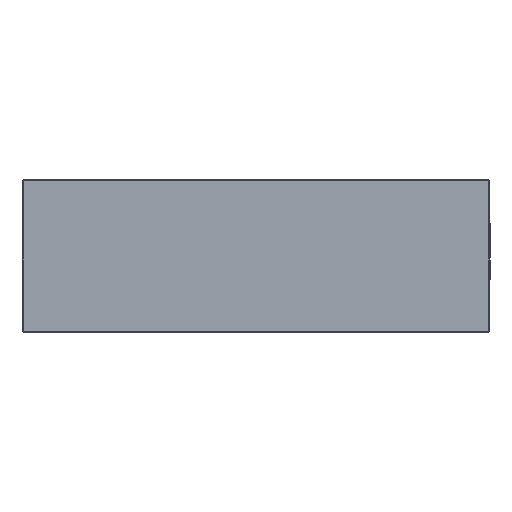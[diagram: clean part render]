
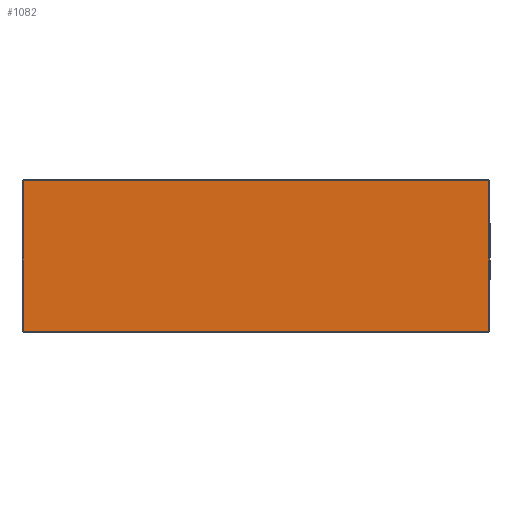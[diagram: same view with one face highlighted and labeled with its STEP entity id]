
A CAD part, top view. The second image highlights one B-rep face of the part: STEP entity #1082.
In plain terms, the highlighted planar face has unit normal (0, 0, 1).
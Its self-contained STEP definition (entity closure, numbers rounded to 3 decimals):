
#13 = CARTESIAN_POINT ( 'NONE',  ( 450.5, 145.5, 0. ) ) ;
#31 = CARTESIAN_POINT ( 'NONE',  ( -450.5, -145.5, 0. ) ) ;
#44 = CARTESIAN_POINT ( 'NONE',  ( 0., 0., 0. ) ) ;
#117 = EDGE_LOOP ( 'NONE', ( #311, #1431, #1396, #1110 ) ) ;
#297 = DIRECTION ( 'NONE',  ( 1., 0., 0. ) ) ;
#311 = ORIENTED_EDGE ( 'NONE', *, *, #817, .T. ) ;
#377 = DIRECTION ( 'NONE',  ( 0., -1., 0. ) ) ;
#468 = LINE ( 'NONE', #517, #1267 ) ;
#510 = VERTEX_POINT ( 'NONE', #835 ) ;
#517 = CARTESIAN_POINT ( 'NONE',  ( 450.5, -145.5, 0. ) ) ;
#534 = PLANE ( 'NONE',  #1159 ) ;
#535 = EDGE_CURVE ( 'NONE', #510, #2094, #468, .T. ) ;
#589 = EDGE_CURVE ( 'NONE', #646, #510, #1770, .T. ) ;
#646 = VERTEX_POINT ( 'NONE', #1484 ) ;
#769 = VECTOR ( 'NONE', #297, 1000. ) ;
#793 = VECTOR ( 'NONE', #377, 1000. ) ;
#817 = EDGE_CURVE ( 'NONE', #1383, #646, #1741, .T. ) ;
#835 = CARTESIAN_POINT ( 'NONE',  ( 450.5, -145.5, 0. ) ) ;
#979 = DIRECTION ( 'NONE',  ( 0., 1., 0. ) ) ;
#1082 = ADVANCED_FACE ( 'NONE', ( #2150 ), #534, .T. ) ;
#1110 = ORIENTED_EDGE ( 'NONE', *, *, #1269, .T. ) ;
#1159 = AXIS2_PLACEMENT_3D ( 'NONE', #44, #2111, #1496 ) ;
#1164 = VECTOR ( 'NONE', #1856, 1000. ) ;
#1267 = VECTOR ( 'NONE', #979, 1000. ) ;
#1269 = EDGE_CURVE ( 'NONE', #2094, #1383, #1618, .T. ) ;
#1383 = VERTEX_POINT ( 'NONE', #1574 ) ;
#1396 = ORIENTED_EDGE ( 'NONE', *, *, #535, .T. ) ;
#1431 = ORIENTED_EDGE ( 'NONE', *, *, #589, .T. ) ;
#1484 = CARTESIAN_POINT ( 'NONE',  ( -450.5, -145.5, 0. ) ) ;
#1496 = DIRECTION ( 'NONE',  ( 1., 0., 0. ) ) ;
#1574 = CARTESIAN_POINT ( 'NONE',  ( -450.5, 145.5, 0. ) ) ;
#1618 = LINE ( 'NONE', #13, #1164 ) ;
#1741 = LINE ( 'NONE', #31, #793 ) ;
#1770 = LINE ( 'NONE', #2098, #769 ) ;
#1819 = CARTESIAN_POINT ( 'NONE',  ( 450.5, 145.5, 0. ) ) ;
#1856 = DIRECTION ( 'NONE',  ( -1., 0., 0. ) ) ;
#2094 = VERTEX_POINT ( 'NONE', #1819 ) ;
#2098 = CARTESIAN_POINT ( 'NONE',  ( 450.5, -145.5, 0. ) ) ;
#2111 = DIRECTION ( 'NONE',  ( 0., 0., 1. ) ) ;
#2150 = FACE_OUTER_BOUND ( 'NONE', #117, .T. ) ;
